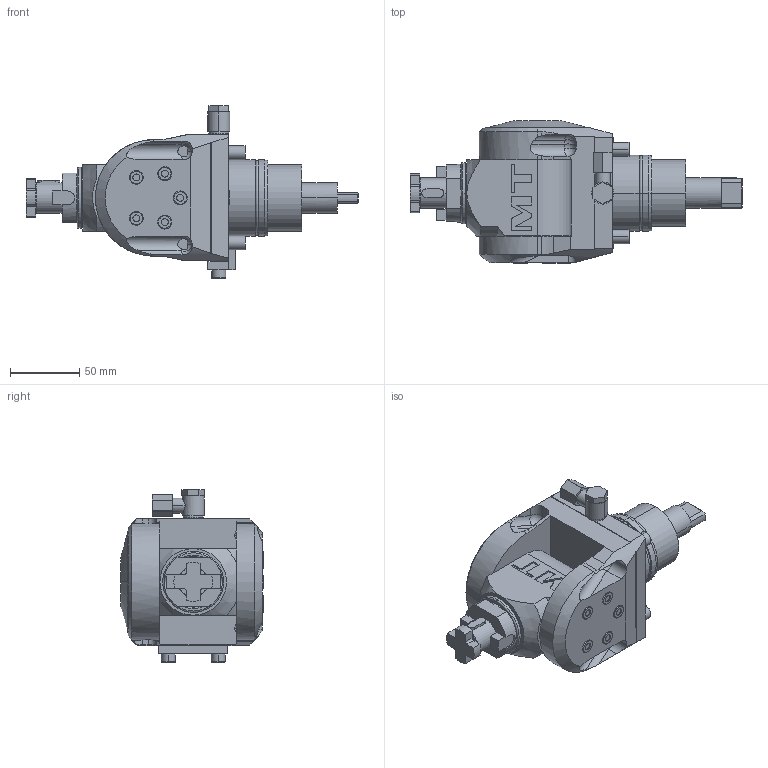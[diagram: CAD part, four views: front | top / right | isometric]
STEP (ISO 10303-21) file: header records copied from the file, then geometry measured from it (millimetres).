
FILE_DESCRIPTION((''),'2;1');
FILE_NAME('BGL0460522_CONF','2023-06-14T11:46:21',('gvalli'),('M.T. srl'),'CREO PARAMETRIC BY PTC INC, 2021072','CREO PARAMETRIC BY PTC INC, 2021072','');
FILE_SCHEMA(('CONFIG_CONTROL_DESIGN'));
Length unit declared in the file: millimetre
Products named in the file (1): BGL0460522_CONF
Bounding box: 239.5 x 102.7 x 124.5 mm (x, y, z)
Volume: 792999.5 mm3; surface area: 84944 mm2
Topology: 1 solids, 1 shells, 414 faces, 1064 edges, 671 vertices
Faces by surface type: plane 223, cylinder 121, torus 24, cone 24, sphere 18, extrusion 4
Entity records: 13783 total; most frequent: CARTESIAN_POINT 3652, DIRECTION 2129, ORIENTED_EDGE 2096, EDGE_CURVE 1048, AXIS2_PLACEMENT_3D 778, VERTEX_POINT 671, VECTOR 573, LINE 569
